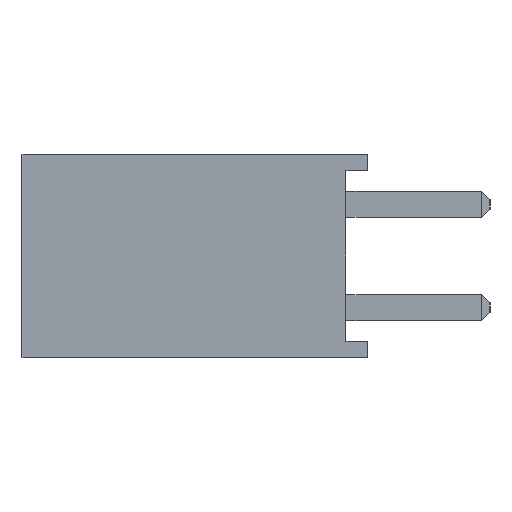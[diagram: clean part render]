
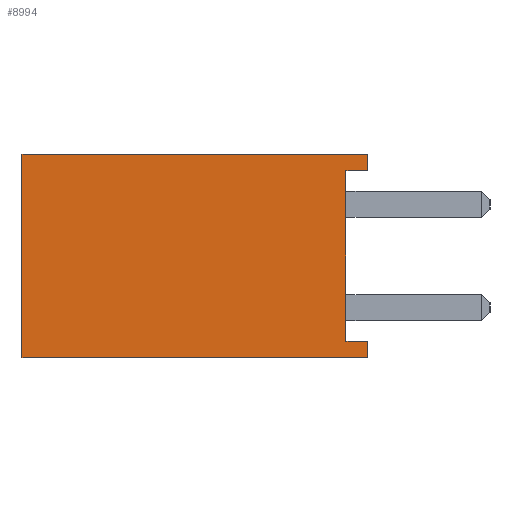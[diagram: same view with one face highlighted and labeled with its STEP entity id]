
A CAD part, left-side view. The second image highlights one B-rep face of the part: STEP entity #8994.
In plain terms, the highlighted planar face has unit normal (-1, 0, 0).
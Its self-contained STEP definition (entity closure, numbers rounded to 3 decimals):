
#34 = CARTESIAN_POINT ( 'NONE',  ( -1.27, 0., 2.5 ) ) ;
#50 = CARTESIAN_POINT ( 'NONE',  ( -1.27, 0.54, -2.1 ) ) ;
#582 = VECTOR ( 'NONE', #9961, 1000. ) ;
#786 = VERTEX_POINT ( 'NONE', #3239 ) ;
#1409 = ORIENTED_EDGE ( 'NONE', *, *, #8216, .T. ) ;
#1694 = CARTESIAN_POINT ( 'NONE',  ( -1.27, 8.5, 2.5 ) ) ;
#2007 = ORIENTED_EDGE ( 'NONE', *, *, #20102, .F. ) ;
#2324 = LINE ( 'NONE', #15292, #582 ) ;
#2702 = DIRECTION ( 'NONE',  ( 0., 0., 1. ) ) ;
#2813 = VECTOR ( 'NONE', #3124, 1000. ) ;
#3005 = EDGE_LOOP ( 'NONE', ( #5838, #18659, #1409, #2007, #12484, #6814, #12424, #14554 ) ) ;
#3124 = DIRECTION ( 'NONE',  ( 0., 0., 1. ) ) ;
#3221 = VERTEX_POINT ( 'NONE', #34 ) ;
#3239 = CARTESIAN_POINT ( 'NONE',  ( -1.27, 8.5, -2.5 ) ) ;
#3265 = CARTESIAN_POINT ( 'NONE',  ( -1.27, 8.5, 2.5 ) ) ;
#3710 = VERTEX_POINT ( 'NONE', #14676 ) ;
#3783 = LINE ( 'NONE', #6070, #15938 ) ;
#3898 = LINE ( 'NONE', #19523, #17839 ) ;
#4295 = CARTESIAN_POINT ( 'NONE',  ( -1.27, 0., 2.5 ) ) ;
#4440 = DIRECTION ( 'NONE',  ( 0., 0., 1. ) ) ;
#4775 = DIRECTION ( 'NONE',  ( 1., 0., 0. ) ) ;
#5614 = VERTEX_POINT ( 'NONE', #18607 ) ;
#5649 = LINE ( 'NONE', #15763, #19087 ) ;
#5838 = ORIENTED_EDGE ( 'NONE', *, *, #10996, .F. ) ;
#6001 = EDGE_CURVE ( 'NONE', #786, #20584, #12326, .T. ) ;
#6070 = CARTESIAN_POINT ( 'NONE',  ( -1.27, 0., 2.1 ) ) ;
#6530 = EDGE_CURVE ( 'NONE', #13830, #5614, #3783, .T. ) ;
#6532 = DIRECTION ( 'NONE',  ( 0., -1., 0. ) ) ;
#6814 = ORIENTED_EDGE ( 'NONE', *, *, #9831, .T. ) ;
#8216 = EDGE_CURVE ( 'NONE', #13830, #3221, #19135, .T. ) ;
#8994 = ADVANCED_FACE ( 'NONE', ( #14066 ), #9854, .F. ) ;
#9470 = LINE ( 'NONE', #11025, #14678 ) ;
#9789 = VECTOR ( 'NONE', #19679, 1000. ) ;
#9800 = EDGE_CURVE ( 'NONE', #11891, #19350, #3898, .T. ) ;
#9831 = EDGE_CURVE ( 'NONE', #786, #3710, #10554, .T. ) ;
#9854 = PLANE ( 'NONE',  #14078 ) ;
#9961 = DIRECTION ( 'NONE',  ( 0., -1., 0. ) ) ;
#10422 = CARTESIAN_POINT ( 'NONE',  ( -1.27, 0., 2.1 ) ) ;
#10554 = LINE ( 'NONE', #11269, #9789 ) ;
#10996 = EDGE_CURVE ( 'NONE', #5614, #11891, #9470, .T. ) ;
#11025 = CARTESIAN_POINT ( 'NONE',  ( -1.27, 0.54, 2.1 ) ) ;
#11269 = CARTESIAN_POINT ( 'NONE',  ( -1.27, 8.5, -2.5 ) ) ;
#11891 = VERTEX_POINT ( 'NONE', #50 ) ;
#12326 = LINE ( 'NONE', #12848, #2813 ) ;
#12377 = VECTOR ( 'NONE', #4440, 1000. ) ;
#12424 = ORIENTED_EDGE ( 'NONE', *, *, #20336, .T. ) ;
#12484 = ORIENTED_EDGE ( 'NONE', *, *, #6001, .F. ) ;
#12530 = DIRECTION ( 'NONE',  ( 0., 1., 0. ) ) ;
#12687 = DIRECTION ( 'NONE',  ( 0., 0., -1. ) ) ;
#12848 = CARTESIAN_POINT ( 'NONE',  ( -1.27, 8.5, 2.5 ) ) ;
#13830 = VERTEX_POINT ( 'NONE', #10422 ) ;
#14066 = FACE_OUTER_BOUND ( 'NONE', #3005, .T. ) ;
#14078 = AXIS2_PLACEMENT_3D ( 'NONE', #1694, #4775, #14959 ) ;
#14554 = ORIENTED_EDGE ( 'NONE', *, *, #9800, .F. ) ;
#14676 = CARTESIAN_POINT ( 'NONE',  ( -1.27, 0., -2.5 ) ) ;
#14678 = VECTOR ( 'NONE', #12687, 1000. ) ;
#14959 = DIRECTION ( 'NONE',  ( 0., 0., -1. ) ) ;
#15292 = CARTESIAN_POINT ( 'NONE',  ( -1.27, 8.5, 2.5 ) ) ;
#15763 = CARTESIAN_POINT ( 'NONE',  ( -1.27, 0., 2.5 ) ) ;
#15938 = VECTOR ( 'NONE', #12530, 1000. ) ;
#17839 = VECTOR ( 'NONE', #6532, 1000. ) ;
#18607 = CARTESIAN_POINT ( 'NONE',  ( -1.27, 0.54, 2.1 ) ) ;
#18659 = ORIENTED_EDGE ( 'NONE', *, *, #6530, .F. ) ;
#19087 = VECTOR ( 'NONE', #2702, 1000. ) ;
#19135 = LINE ( 'NONE', #4295, #12377 ) ;
#19350 = VERTEX_POINT ( 'NONE', #21214 ) ;
#19523 = CARTESIAN_POINT ( 'NONE',  ( -1.27, 0., -2.1 ) ) ;
#19679 = DIRECTION ( 'NONE',  ( 0., -1., 0. ) ) ;
#20102 = EDGE_CURVE ( 'NONE', #20584, #3221, #2324, .T. ) ;
#20336 = EDGE_CURVE ( 'NONE', #3710, #19350, #5649, .T. ) ;
#20584 = VERTEX_POINT ( 'NONE', #3265 ) ;
#21214 = CARTESIAN_POINT ( 'NONE',  ( -1.27, 0., -2.1 ) ) ;
